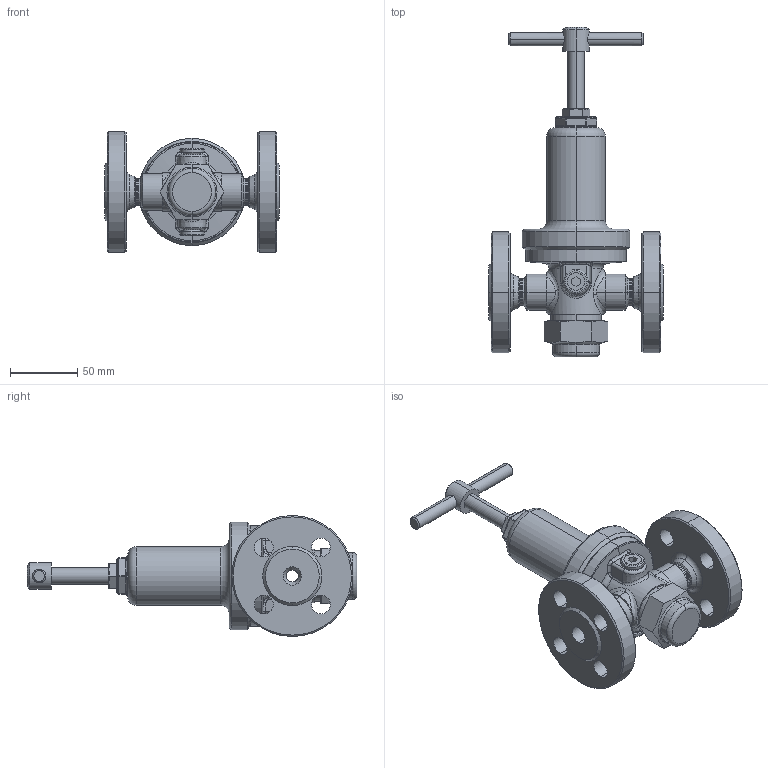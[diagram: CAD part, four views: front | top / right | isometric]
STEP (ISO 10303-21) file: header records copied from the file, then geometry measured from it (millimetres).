
FILE_DESCRIPTION (( 'STEP AP203' ), '1' );
FILE_NAME ('Typ_71-BG_0-D010 .STEP', '2021-04-13T11:11:54', ( '' ), ( '' ), 'SwSTEP 2.0', 'SolidWorks 2016', '' );
FILE_SCHEMA (( 'CONFIG_CONTROL_DESIGN' ));
Length unit declared in the file: millimetre
Products named in the file (1): Typ_71-BG_0-D010 
Bounding box: 130 x 245.32 x 90 mm (x, y, z)
Volume: 331177.7 mm3; surface area: 124031.3 mm2
Topology: 9 solids, 9 shells, 499 faces, 1100 edges, 641 vertices
Faces by surface type: cylinder 146, cone 134, plane 109, torus 66, bspline 38, sphere 6
Entity records: 16929 total; most frequent: CARTESIAN_POINT 5986, DIRECTION 2380, ORIENTED_EDGE 2196, EDGE_CURVE 1098, AXIS2_PLACEMENT_3D 1015, VERTEX_POINT 641, EDGE_LOOP 557, CIRCLE 553
